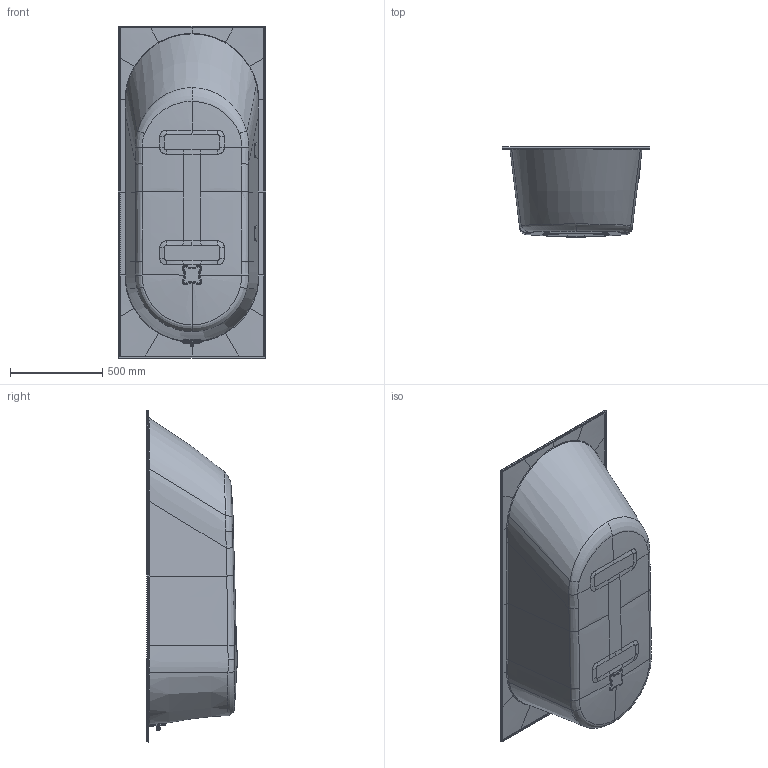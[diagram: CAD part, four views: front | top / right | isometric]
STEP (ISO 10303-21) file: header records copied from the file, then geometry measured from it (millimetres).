
FILE_DESCRIPTION((''),'2;1');
FILE_NAME('OBERON180SOLO_ASM','2020-03-09T15:12:10',('hegemanc'),('Villeroy & Boch Wellness bv'),'CREO PARAMETRIC BY PTC INC, 2019292','CREO PARAMETRIC BY PTC INC, 2019292','');
FILE_SCHEMA(('CONFIG_CONTROL_DESIGN'));
Products named in the file (8): V3P1906-002; V4P1906-263; V3P1607-065; V4P1906-264; V3P1607-062; OBR-SOLO-OVERFLOW_ASM; WASTE_COVER_ST; OBERON180SOLO_ASM
Assembly tree (7 placements, depth 3):
  OBERON180SOLO_ASM
    V3P1906-002
    OBR-SOLO-OVERFLOW_ASM
      V4P1906-263
      V3P1607-065
      V4P1906-264
      V3P1607-062
    WASTE_COVER_ST
Bounding box: 800 x 490 x 1800 mm (x, y, z)
Volume: 29260123.2 mm3; surface area: 5650291.1 mm2
Topology: 6 solids, 6 shells, 1417 faces, 3587 edges, 2211 vertices
Faces by surface type: bspline 576, plane 491, cylinder 223, torus 61, cone 35, sphere 17, extrusion 14
Entity records: 103178 total; most frequent: CARTESIAN_POINT 73898, ORIENTED_EDGE 7162, DIRECTION 4360, EDGE_CURVE 3581, VERTEX_POINT 2211, B_SPLINE_CURVE_WITH_KNOTS 1646, AXIS2_PLACEMENT_3D 1551, EDGE_LOOP 1468
